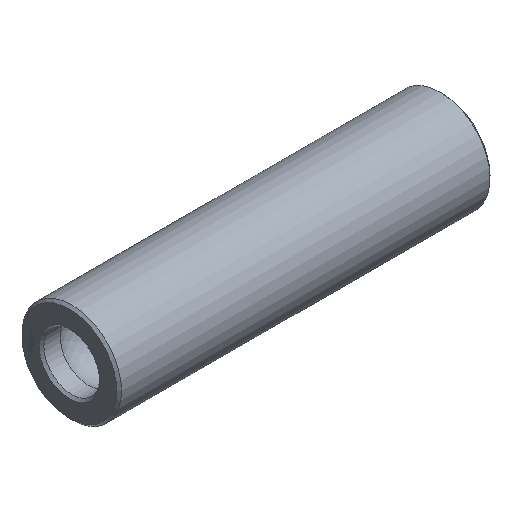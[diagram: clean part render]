
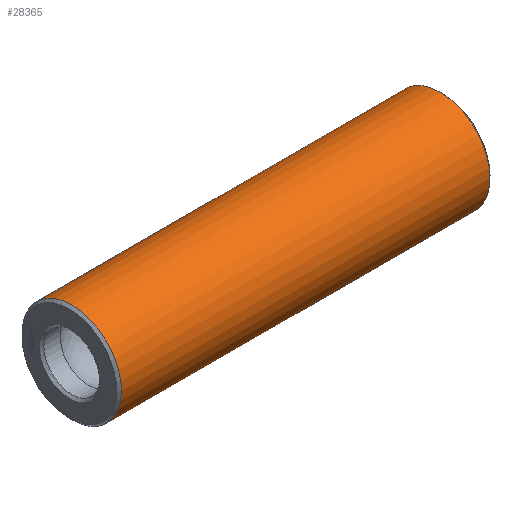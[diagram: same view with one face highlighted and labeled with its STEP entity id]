
A CAD part, isometric view. The second image highlights one B-rep face of the part: STEP entity #28365.
In plain terms, the highlighted cylindrical face has radius 6.25 mm (diameter 12.5 mm), a full revolution.
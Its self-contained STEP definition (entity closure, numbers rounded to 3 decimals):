
#134 = CONICAL_SURFACE('',#135,5.95,0.785);
#135 = AXIS2_PLACEMENT_3D('',#136,#137,#138);
#136 = CARTESIAN_POINT('',(-46.875,0.,0.));
#137 = DIRECTION('',(1.,0.,0.));
#138 = DIRECTION('',(0.,0.,1.));
#10549 = VERTEX_POINT('',#10550);
#10550 = CARTESIAN_POINT('',(-46.575,0.,6.25));
#10571 = EDGE_CURVE('',#10549,#10549,#10572,.T.);
#10572 = SURFACE_CURVE('',#10573,(#10578,#10585),.PCURVE_S1.);
#10573 = CIRCLE('',#10574,6.25);
#10574 = AXIS2_PLACEMENT_3D('',#10575,#10576,#10577);
#10575 = CARTESIAN_POINT('',(-46.575,0.,0.));
#10576 = DIRECTION('',(1.,0.,0.));
#10577 = DIRECTION('',(0.,0.,1.));
#10578 = PCURVE('',#134,#10579);
#10579 = DEFINITIONAL_REPRESENTATION('',(#10580),#10584);
#10580 = LINE('',#10581,#10582);
#10581 = CARTESIAN_POINT('',(0.,0.3));
#10582 = VECTOR('',#10583,1.);
#10583 = DIRECTION('',(1.,0.));
#10584 = ( GEOMETRIC_REPRESENTATION_CONTEXT(2) 
PARAMETRIC_REPRESENTATION_CONTEXT() REPRESENTATION_CONTEXT('2D SPACE',''
  ) );
#10585 = PCURVE('',#10586,#10591);
#10586 = CYLINDRICAL_SURFACE('',#10587,6.25);
#10587 = AXIS2_PLACEMENT_3D('',#10588,#10589,#10590);
#10588 = CARTESIAN_POINT('',(-46.575,0.,0.));
#10589 = DIRECTION('',(1.,0.,0.));
#10590 = DIRECTION('',(0.,0.,1.));
#10591 = DEFINITIONAL_REPRESENTATION('',(#10592),#10596);
#10592 = LINE('',#10593,#10594);
#10593 = CARTESIAN_POINT('',(0.,0.));
#10594 = VECTOR('',#10595,1.);
#10595 = DIRECTION('',(1.,0.));
#10596 = ( GEOMETRIC_REPRESENTATION_CONTEXT(2) 
PARAMETRIC_REPRESENTATION_CONTEXT() REPRESENTATION_CONTEXT('2D SPACE',''
  ) );
#28365 = ADVANCED_FACE('',(#28366),#10586,.T.);
#28366 = FACE_BOUND('',#28367,.T.);
#28367 = EDGE_LOOP('',(#28368,#28369,#28392,#28419));
#28368 = ORIENTED_EDGE('',*,*,#10571,.T.);
#28369 = ORIENTED_EDGE('',*,*,#28370,.T.);
#28370 = EDGE_CURVE('',#10549,#28371,#28373,.T.);
#28371 = VERTEX_POINT('',#28372);
#28372 = CARTESIAN_POINT('',(-0.3,0.,6.25));
#28373 = SEAM_CURVE('',#28374,(#28378,#28385),.PCURVE_S1.);
#28374 = LINE('',#28375,#28376);
#28375 = CARTESIAN_POINT('',(-46.575,0.,6.25));
#28376 = VECTOR('',#28377,1.);
#28377 = DIRECTION('',(1.,0.,0.));
#28378 = PCURVE('',#10586,#28379);
#28379 = DEFINITIONAL_REPRESENTATION('',(#28380),#28384);
#28380 = LINE('',#28381,#28382);
#28381 = CARTESIAN_POINT('',(0.,0.));
#28382 = VECTOR('',#28383,1.);
#28383 = DIRECTION('',(0.,1.));
#28384 = ( GEOMETRIC_REPRESENTATION_CONTEXT(2) 
PARAMETRIC_REPRESENTATION_CONTEXT() REPRESENTATION_CONTEXT('2D SPACE',''
  ) );
#28385 = PCURVE('',#10586,#28386);
#28386 = DEFINITIONAL_REPRESENTATION('',(#28387),#28391);
#28387 = LINE('',#28388,#28389);
#28388 = CARTESIAN_POINT('',(6.283,0.));
#28389 = VECTOR('',#28390,1.);
#28390 = DIRECTION('',(0.,1.));
#28391 = ( GEOMETRIC_REPRESENTATION_CONTEXT(2) 
PARAMETRIC_REPRESENTATION_CONTEXT() REPRESENTATION_CONTEXT('2D SPACE',''
  ) );
#28392 = ORIENTED_EDGE('',*,*,#28393,.F.);
#28393 = EDGE_CURVE('',#28371,#28371,#28394,.T.);
#28394 = SURFACE_CURVE('',#28395,(#28400,#28407),.PCURVE_S1.);
#28395 = CIRCLE('',#28396,6.25);
#28396 = AXIS2_PLACEMENT_3D('',#28397,#28398,#28399);
#28397 = CARTESIAN_POINT('',(-0.3,0.,0.));
#28398 = DIRECTION('',(1.,0.,0.));
#28399 = DIRECTION('',(0.,0.,1.));
#28400 = PCURVE('',#10586,#28401);
#28401 = DEFINITIONAL_REPRESENTATION('',(#28402),#28406);
#28402 = LINE('',#28403,#28404);
#28403 = CARTESIAN_POINT('',(0.,46.275));
#28404 = VECTOR('',#28405,1.);
#28405 = DIRECTION('',(1.,0.));
#28406 = ( GEOMETRIC_REPRESENTATION_CONTEXT(2) 
PARAMETRIC_REPRESENTATION_CONTEXT() REPRESENTATION_CONTEXT('2D SPACE',''
  ) );
#28407 = PCURVE('',#28408,#28413);
#28408 = CONICAL_SURFACE('',#28409,6.25,0.785);
#28409 = AXIS2_PLACEMENT_3D('',#28410,#28411,#28412);
#28410 = CARTESIAN_POINT('',(-0.3,0.,0.));
#28411 = DIRECTION('',(-1.,-0.,-0.));
#28412 = DIRECTION('',(0.,0.,1.));
#28413 = DEFINITIONAL_REPRESENTATION('',(#28414),#28418);
#28414 = LINE('',#28415,#28416);
#28415 = CARTESIAN_POINT('',(-0.,-0.));
#28416 = VECTOR('',#28417,1.);
#28417 = DIRECTION('',(-1.,-0.));
#28418 = ( GEOMETRIC_REPRESENTATION_CONTEXT(2) 
PARAMETRIC_REPRESENTATION_CONTEXT() REPRESENTATION_CONTEXT('2D SPACE',''
  ) );
#28419 = ORIENTED_EDGE('',*,*,#28370,.F.);
